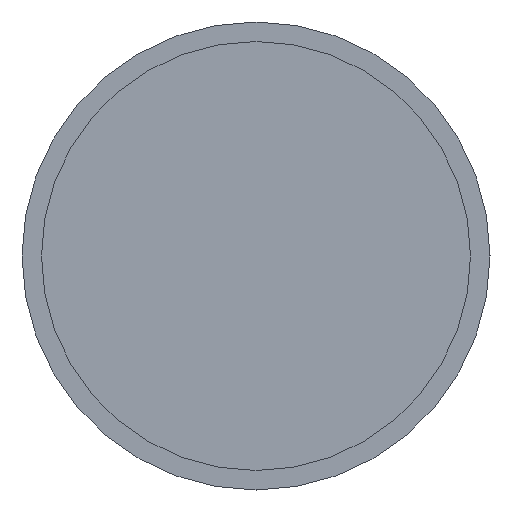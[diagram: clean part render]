
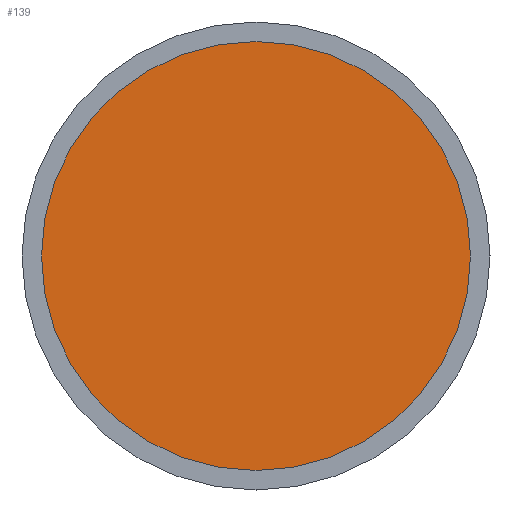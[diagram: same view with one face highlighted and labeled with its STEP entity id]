
A CAD part, left-side view. The second image highlights one B-rep face of the part: STEP entity #139.
In plain terms, the highlighted planar face has unit normal (-1, 0, 0).
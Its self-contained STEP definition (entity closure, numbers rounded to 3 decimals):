
#31=PLANE($,#164);
#43=FACE_OUTER_BOUND($,#64,.T.);
#64=EDGE_LOOP($,(#123));
#72=CIRCLE($,#154,5.5);
#83=VERTEX_POINT($,#279);
#95=EDGE_CURVE($,#83,#83,#72,.T.);
#123=ORIENTED_EDGE($,*,*,#95,.F.);
#139=ADVANCED_FACE($,(#43),#31,.T.);
#154=AXIS2_PLACEMENT_3D($,#280,#189,#190);
#164=AXIS2_PLACEMENT_3D($,#294,#209,#210);
#189=DIRECTION('center_axis',(1.,0.,0.));
#190=DIRECTION('ref_axis',(0.,0.,-1.));
#209=DIRECTION('center_axis',(-1.,0.,0.));
#210=DIRECTION('ref_axis',(0.,0.,1.));
#279=CARTESIAN_POINT('',(0.,5.5,0.));
#280=CARTESIAN_POINT('Origin',(0.,0.,
0.));
#294=CARTESIAN_POINT('Origin',(0.,5.5,0.));
